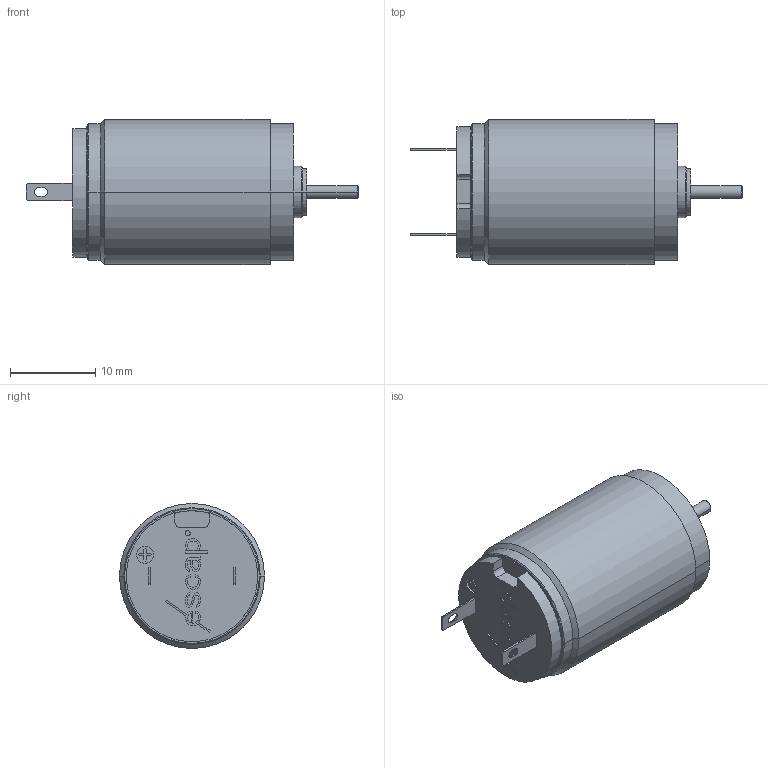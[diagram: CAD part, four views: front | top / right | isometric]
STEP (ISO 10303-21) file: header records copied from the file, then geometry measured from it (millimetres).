
FILE_DESCRIPTION((''),'2;1');
FILE_NAME('17N78_210E_1','2015-11-06T',('vinayak.bharmal'),(''),'PRO/ENGINEER BY PARAMETRIC TECHNOLOGY CORPORATION, 2014310','PRO/ENGINEER BY PARAMETRIC TECHNOLOGY CORPORATION, 2014310','');
FILE_SCHEMA(('CONFIG_CONTROL_DESIGN'));
Length unit declared in the file: millimetre
Products named in the file (1): 17N78_210E_1
Bounding box: 38.9 x 17 x 17 mm (x, y, z)
Volume: 5718.6 mm3; surface area: 1990.2 mm2
Topology: 2 solids, 3 shells, 381 faces, 1043 edges, 678 vertices
Faces by surface type: plane 311, cylinder 46, cone 24
Entity records: 11825 total; most frequent: CARTESIAN_POINT 2110, ORIENTED_EDGE 2054, DIRECTION 1893, EDGE_CURVE 1027, VECTOR 911, LINE 911, VERTEX_POINT 678, AXIS2_PLACEMENT_3D 491
